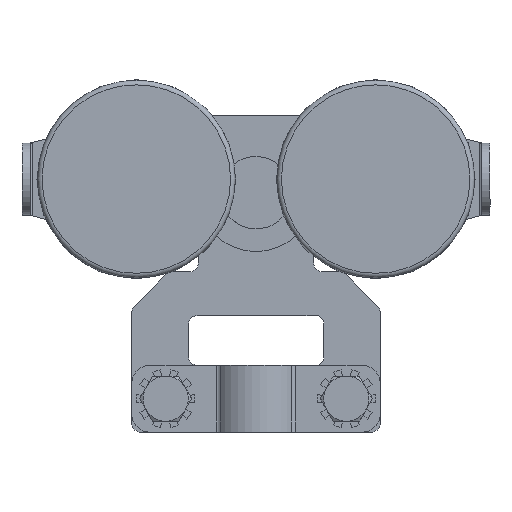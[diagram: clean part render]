
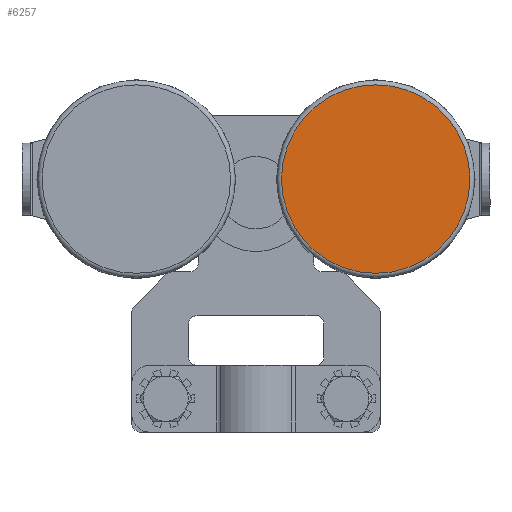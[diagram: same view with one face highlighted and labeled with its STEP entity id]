
A CAD part, top view. The second image highlights one B-rep face of the part: STEP entity #6257.
In plain terms, the highlighted planar face has unit normal (0, 0, 1).
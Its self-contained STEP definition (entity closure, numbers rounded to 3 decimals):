
#1498=FACE_OUTER_BOUND('',#1867,.T.);
#1867=EDGE_LOOP('',(#4256));
#2235=CIRCLE('',#6636,20.866);
#2553=VERTEX_POINT('',#9467);
#3191=EDGE_CURVE('',#2553,#2553,#2235,.T.);
#4256=ORIENTED_EDGE('',*,*,#3191,.F.);
#6073=PLANE('',#6670);
#6257=ADVANCED_FACE('',(#1498),#6073,.F.);
#6636=AXIS2_PLACEMENT_3D('',#9468,#7408,#7409);
#6670=AXIS2_PLACEMENT_3D('',#9609,#7503,#7504);
#7408=DIRECTION('center_axis',(0.,0.,
-1.));
#7409=DIRECTION('ref_axis',(0.,-1.,0.));
#7503=DIRECTION('center_axis',(0.,0.,
-1.));
#7504=DIRECTION('ref_axis',(-1.,0.,0.));
#9467=CARTESIAN_POINT('',(5.634,3.,15.));
#9468=CARTESIAN_POINT('Origin',(26.5,3.,15.));
#9609=CARTESIAN_POINT('Origin',(26.5,3.,15.));
